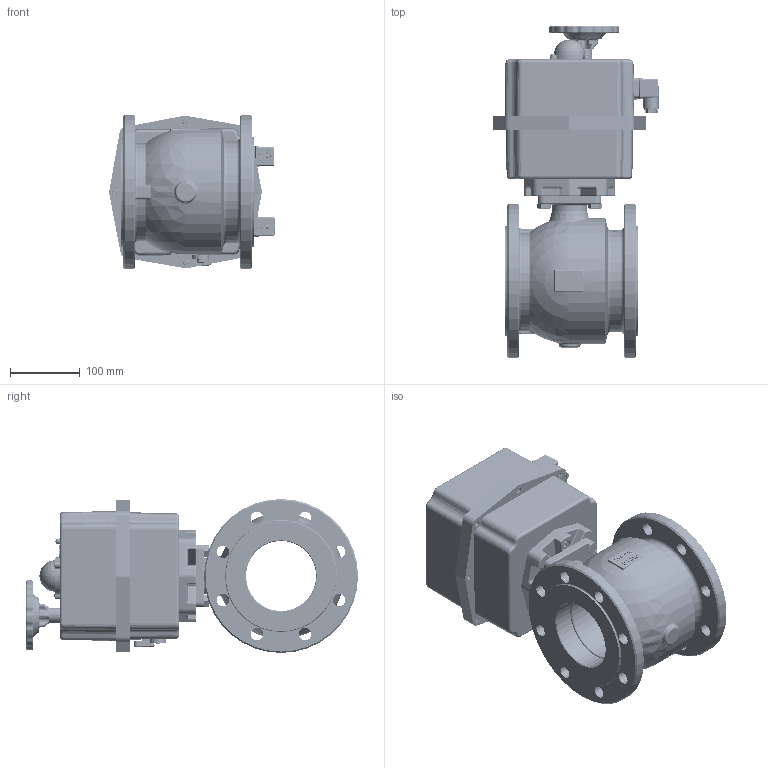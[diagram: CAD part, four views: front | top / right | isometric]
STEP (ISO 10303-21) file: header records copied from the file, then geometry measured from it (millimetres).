
FILE_DESCRIPTION(('STEP AP214'),'1');
FILE_NAME('valve_ake75-100-b-l140.stp','2017-10-11T13:38:51',('TraceParts'),('TraceParts S.A.'),'Spatial InterOp 3D',' ',' ');
FILE_SCHEMA(('automotive_design'));
Length unit declared in the file: millimetre
Products named in the file (62): valve_ake75-100-b-l140_1; valve_ake75-100-b-l140_2; valve_ake75-100-b-l140_3; valve_ake75-100-b-l140_4; valve_ake75-100-b-l140_5; valve_ake75-100-b-l140_6; valve_ake75-100-b-l140_7; valve_ake75-100-b-l140_8; valve_ake75-100-b-l140_9; valve_ake75-100-b-l140_10; valve_ake75-100-b-l140_11; valve_ake75-100-b-l140_12; valve_ake75-100-b-l140_13; valve_ake75-100-b-l140_14; valve_ake75-100-b-l140_15; valve_ake75-100-b-l140_16; valve_ake75-100-b-l140_17; valve_ake75-100-b-l140_18; valve_ake75-100-b-l140_19; valve_ake75-100-b-l140_20; valve_ake75-100-b-l140_21; valve_ake75-100-b-l140_22; valve_ake75-100-b-l140_23; valve_ake75-100-b-l140_24; valve_ake75-100-b-l140_25; valve_ake75-100-b-l140_26; valve_ake75-100-b-l140_27; valve_ake75-100-b-l140_28; valve_ake75-100-b-l140_29; valve_ake75-100-b-l140_30; valve_ake75-100-b-l140_31; valve_ake75-100-b-l140_32; valve_ake75-100-b-l140_33; valve_ake75-100-b-l140_34; valve_ake75-100-b-l140_35; valve_ake75-100-b-l140_36; valve_ake75-100-b-l140_37; valve_ake75-100-b-l140_38; valve_ake75-100-b-l140_39; valve_ake75-100-b-l140_40 ...
Bounding box: 236.88 x 474.5 x 220 mm (x, y, z)
Volume: 4511461.8 mm3; surface area: 885607.4 mm2
Topology: 62 solids, 62 shells, 6774 faces, 17104 edges, 10587 vertices
Faces by surface type: cylinder 2304, plane 1501, torus 1373, cone 1294, bspline 219, sphere 83
Entity records: 276044 total; most frequent: CARTESIAN_POINT 52375, DIRECTION 38954, ORIENTED_EDGE 33992, EDGE_CURVE 16996, AXIS2_PLACEMENT_3D 16146, VERTEX_POINT 10587, CIRCLE 9395, EDGE_LOOP 7265
